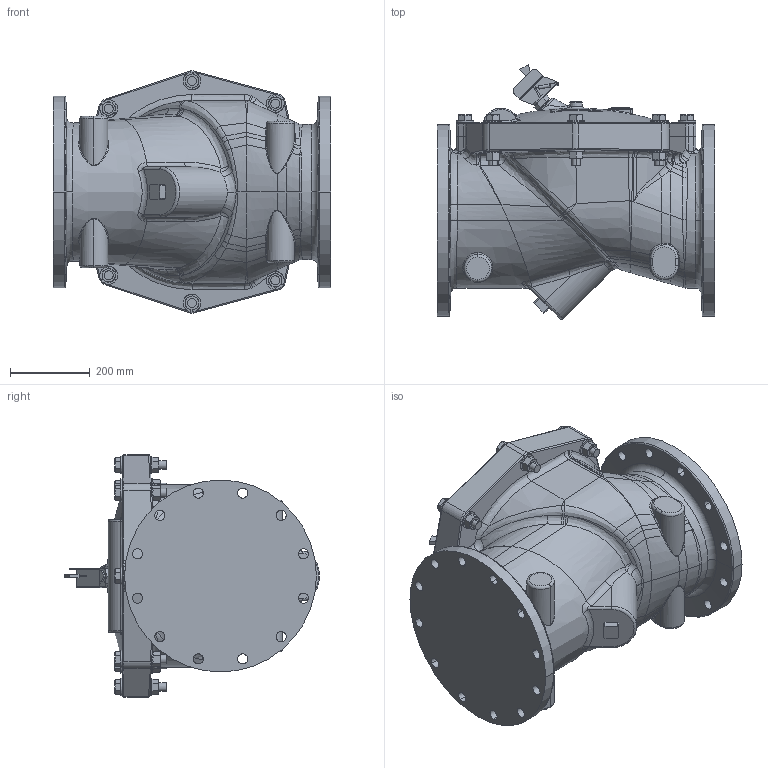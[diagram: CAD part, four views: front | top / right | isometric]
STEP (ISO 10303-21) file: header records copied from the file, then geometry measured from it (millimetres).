
FILE_DESCRIPTION((''),'2;1');
FILE_NAME('512AMI_SW0001','2023-11-01T09:17:38',('jlesh'),(''),'CREO PARAMETRIC BY PTC INC, 2023072','CREO PARAMETRIC BY PTC INC, 2023072','');
FILE_SCHEMA(('AUTOMOTIVE_DESIGN { 1 0 10303 214 1 1 1 1 }'));
Products named in the file (1): 512AMI_SW0001
Bounding box: 698.5 x 640.74 x 609.58 mm (x, y, z)
Volume: 106932991.4 mm3; surface area: 1958372.4 mm2
Topology: 1 solids, 1 shells, 1031 faces, 2420 edges, 1433 vertices
Faces by surface type: bspline 318, plane 254, cylinder 215, cone 128, torus 92, sphere 22, extrusion 2
Entity records: 75634 total; most frequent: CARTESIAN_POINT 48520, ORIENTED_EDGE 4818, DIRECTION 3745, EDGE_CURVE 2409, AXIS2_PLACEMENT_3D 1579, VERTEX_POINT 1433, COLOUR_RGB 1333, EDGE_LOOP 1144
